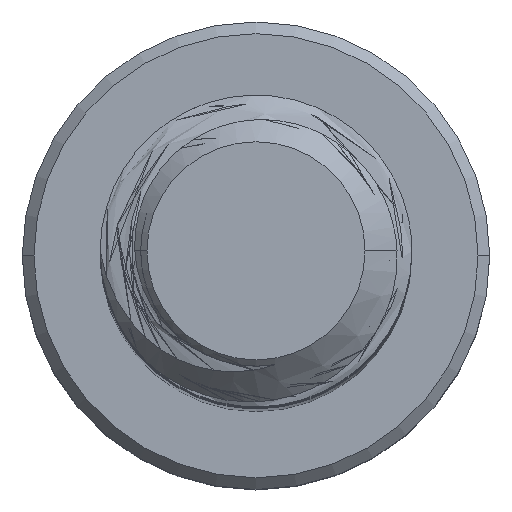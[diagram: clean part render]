
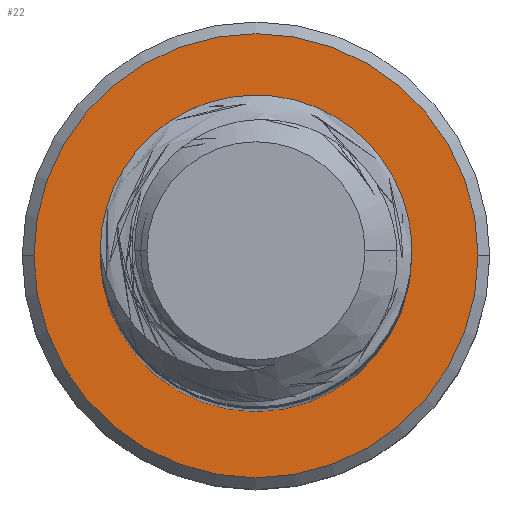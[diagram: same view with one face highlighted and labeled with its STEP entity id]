
A CAD part, top view. The second image highlights one B-rep face of the part: STEP entity #22.
In plain terms, the highlighted planar face has unit normal (0, 0, 1).
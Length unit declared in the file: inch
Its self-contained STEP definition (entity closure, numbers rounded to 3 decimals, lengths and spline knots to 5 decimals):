
#22 = ADVANCED_FACE ( 'NONE', ( #4764, #4736 ), #4174, .F. ) ;
#911 = DIRECTION ( 'NONE',  ( -1., 0., 0. ) ) ;
#912 = DIRECTION ( 'NONE',  ( 0., 0., 1. ) ) ;
#914 = CARTESIAN_POINT ( 'NONE',  ( 0., 0., -2.25 ) ) ;
#920 = DIRECTION ( 'NONE',  ( -1., 0., 0. ) ) ;
#921 = DIRECTION ( 'NONE',  ( 0., 0., 1. ) ) ;
#944 = CARTESIAN_POINT ( 'NONE',  ( 0., 0., -2.25 ) ) ;
#1012 = DIRECTION ( 'NONE',  ( -1., 0., 0. ) ) ;
#1022 = DIRECTION ( 'NONE',  ( 0., 0., 1. ) ) ;
#1031 = CARTESIAN_POINT ( 'NONE',  ( 0., 0., -2.25 ) ) ;
#2064 = EDGE_CURVE ( 'NONE', #3520, #3523, #4695, .T. ) ;
#2115 = DIRECTION ( 'NONE',  ( -1., 0., 0. ) ) ;
#2188 = CARTESIAN_POINT ( 'NONE',  ( 0.17813, 0., -2.25 ) ) ;
#2554 = CARTESIAN_POINT ( 'NONE',  ( -0.125, 0., -2.25 ) ) ;
#2558 = CARTESIAN_POINT ( 'NONE',  ( 0.125, 0., -2.25 ) ) ;
#2563 = CARTESIAN_POINT ( 'NONE',  ( 0., 0., -2.25 ) ) ;
#2569 = CARTESIAN_POINT ( 'NONE',  ( -0.17813, 0., -2.25 ) ) ;
#2801 = DIRECTION ( 'NONE',  ( 0., 0., 1. ) ) ;
#3473 = VERTEX_POINT ( 'NONE', #2558 ) ;
#3476 = VERTEX_POINT ( 'NONE', #2554 ) ;
#3520 = VERTEX_POINT ( 'NONE', #2569 ) ;
#3523 = VERTEX_POINT ( 'NONE', #2188 ) ;
#4174 = PLANE ( 'NONE',  #6746 ) ;
#4182 = CARTESIAN_POINT ( 'NONE',  ( 0., 0., -2.25 ) ) ;
#4185 = DIRECTION ( 'NONE',  ( -1., 0., 0. ) ) ;
#4186 = DIRECTION ( 'NONE',  ( 0., 0., -1. ) ) ;
#4694 = CIRCLE ( 'NONE', #6853, 0.17813 ) ;
#4695 = CIRCLE ( 'NONE', #6840, 0.17813 ) ;
#4736 = FACE_BOUND ( 'NONE', #5914, .T. ) ;
#4764 = FACE_OUTER_BOUND ( 'NONE', #5917, .T. ) ;
#5782 = ORIENTED_EDGE ( 'NONE', *, *, #6705, .F. ) ;
#5783 = ORIENTED_EDGE ( 'NONE', *, *, #6707, .F. ) ;
#5784 = ORIENTED_EDGE ( 'NONE', *, *, #6691, .T. ) ;
#5785 = ORIENTED_EDGE ( 'NONE', *, *, #2064, .T. ) ;
#5914 = EDGE_LOOP ( 'NONE', ( #5783, #5782 ) ) ;
#5917 = EDGE_LOOP ( 'NONE', ( #5785, #5784 ) ) ;
#6406 = CIRCLE ( 'NONE', #6858, 0.125 ) ;
#6411 = CIRCLE ( 'NONE', #6856, 0.125 ) ;
#6691 = EDGE_CURVE ( 'NONE', #3523, #3520, #4694, .T. ) ;
#6705 = EDGE_CURVE ( 'NONE', #3476, #3473, #6411, .T. ) ;
#6707 = EDGE_CURVE ( 'NONE', #3473, #3476, #6406, .T. ) ;
#6746 = AXIS2_PLACEMENT_3D ( 'NONE', #4182, #4186, #4185 ) ;
#6840 = AXIS2_PLACEMENT_3D ( 'NONE', #2563, #2801, #2115 ) ;
#6853 = AXIS2_PLACEMENT_3D ( 'NONE', #1031, #1022, #1012 ) ;
#6856 = AXIS2_PLACEMENT_3D ( 'NONE', #944, #921, #920 ) ;
#6858 = AXIS2_PLACEMENT_3D ( 'NONE', #914, #912, #911 ) ;
